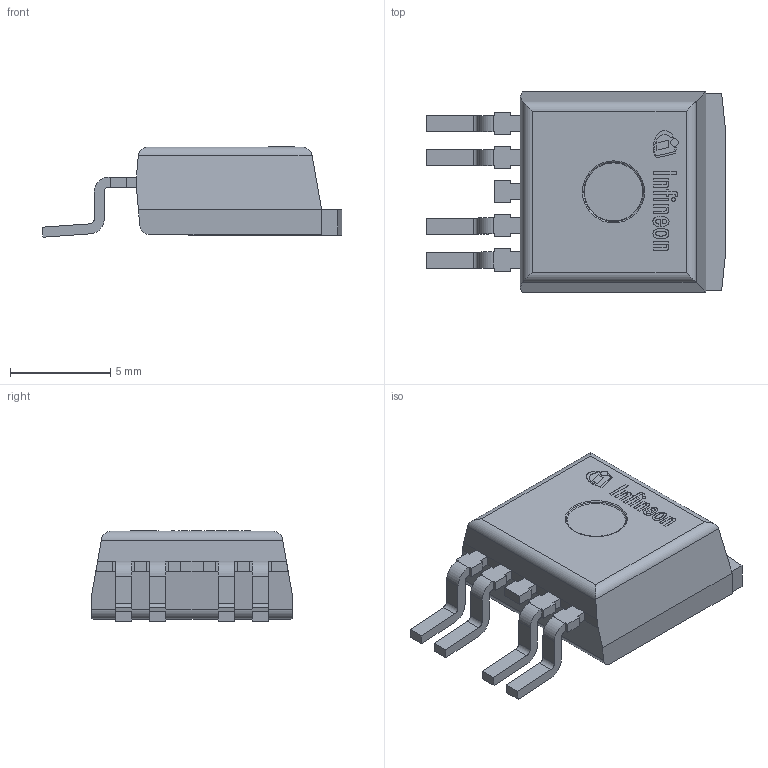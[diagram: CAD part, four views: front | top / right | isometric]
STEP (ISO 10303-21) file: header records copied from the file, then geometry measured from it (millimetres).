
FILE_DESCRIPTION(/* description */ (''),/* implementation_level */ '2;1');
FILE_NAME(/* name */ 'PG-TO263-5-2_Z8B00003161_V02_3D.stp',/* time_stamp */ '2024-06-25T09:57:10+05:30',/* author */ ('sivamani'),/* organization */ (''),/* preprocessor_version */ 'ST-DEVELOPER v19.2',/* originating_system */ 'AutoCAD Mechanical',/* authorisation */ '');
FILE_SCHEMA (('AUTOMOTIVE_DESIGN { 1 0 10303 214 3 1 1 }'));
Length unit declared in the file: millimetre
Products named in the file (1): Product
Bounding box: 14.95 x 10 x 4.51 mm (x, y, z)
Volume: 469.1 mm3; surface area: 581 mm2
Topology: 19 solids, 19 shells, 340 faces, 899 edges, 598 vertices
Faces by surface type: plane 201, cylinder 137, torus 2
Full cylindrical faces by diameter (mm): 0.183 x1, 0.378 x1
Entity records: 10599 total; most frequent: DIRECTION 1859, CARTESIAN_POINT 1838, ORIENTED_EDGE 1798, EDGE_CURVE 899, LINE 621, VECTOR 621, AXIS2_PLACEMENT_3D 619, VERTEX_POINT 598
